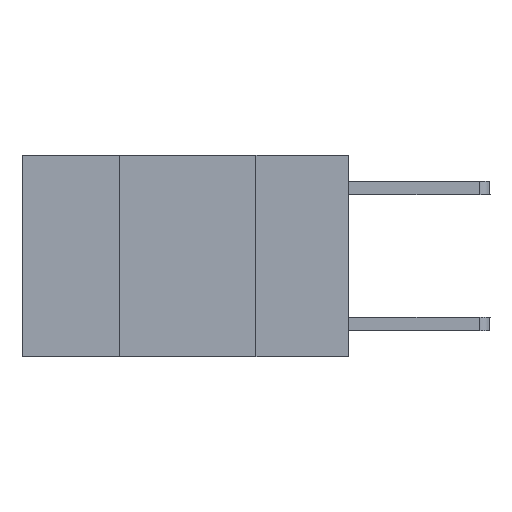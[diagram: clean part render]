
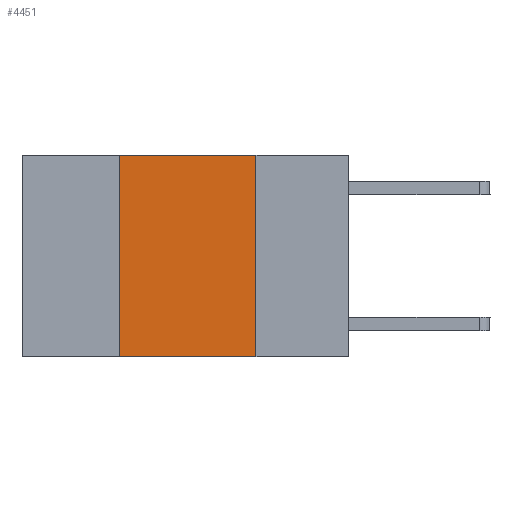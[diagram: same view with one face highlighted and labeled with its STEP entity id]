
A CAD part, left-side view. The second image highlights one B-rep face of the part: STEP entity #4451.
In plain terms, the highlighted planar face has unit normal (-1, 0, 0).
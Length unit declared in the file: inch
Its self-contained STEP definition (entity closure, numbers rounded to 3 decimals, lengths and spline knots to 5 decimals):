
#123 = PLANE ( 'NONE',  #1360 ) ;
#282 = DIRECTION ( 'NONE',  ( 0., 0., -1. ) ) ;
#457 = CARTESIAN_POINT ( 'NONE',  ( 0., 0.17, 0. ) ) ;
#495 = ORIENTED_EDGE ( 'NONE', *, *, #4382, .T. ) ;
#611 = EDGE_CURVE ( 'NONE', #4984, #4600, #6371, .T. ) ;
#1360 = AXIS2_PLACEMENT_3D ( 'NONE', #7512, #8109, #282 ) ;
#1487 = DIRECTION ( 'NONE',  ( 0., -1., 0. ) ) ;
#1689 = ORIENTED_EDGE ( 'NONE', *, *, #8204, .F. ) ;
#1851 = DIRECTION ( 'NONE',  ( 0., 0., 1. ) ) ;
#1891 = VERTEX_POINT ( 'NONE', #4333 ) ;
#2093 = VECTOR ( 'NONE', #1851, 39.37008 ) ;
#2099 = ORIENTED_EDGE ( 'NONE', *, *, #8840, .F. ) ;
#2112 = ORIENTED_EDGE ( 'NONE', *, *, #611, .F. ) ;
#2866 = DIRECTION ( 'NONE',  ( 0., 0., -1. ) ) ;
#3038 = CARTESIAN_POINT ( 'NONE',  ( 0., 0.6, 0. ) ) ;
#3306 = FACE_OUTER_BOUND ( 'NONE', #10392, .T. ) ;
#3576 = VECTOR ( 'NONE', #8668, 39.37008 ) ;
#4330 = CARTESIAN_POINT ( 'NONE',  ( 0., 0.42, 0. ) ) ;
#4333 = CARTESIAN_POINT ( 'NONE',  ( 0., 0.42, -0.37 ) ) ;
#4382 = EDGE_CURVE ( 'NONE', #1891, #4600, #7045, .T. ) ;
#4451 = ADVANCED_FACE ( 'NONE', ( #3306 ), #123, .F. ) ;
#4600 = VERTEX_POINT ( 'NONE', #8406 ) ;
#4984 = VERTEX_POINT ( 'NONE', #457 ) ;
#5590 = CARTESIAN_POINT ( 'NONE',  ( 0., 0.17, 0. ) ) ;
#6371 = LINE ( 'NONE', #5590, #7996 ) ;
#6910 = VECTOR ( 'NONE', #1487, 39.37008 ) ;
#7022 = LINE ( 'NONE', #3038, #3576 ) ;
#7045 = LINE ( 'NONE', #8694, #6910 ) ;
#7512 = CARTESIAN_POINT ( 'NONE',  ( 0., 0.6, 0. ) ) ;
#7996 = VECTOR ( 'NONE', #2866, 39.37008 ) ;
#8109 = DIRECTION ( 'NONE',  ( 1., 0., 0. ) ) ;
#8204 = EDGE_CURVE ( 'NONE', #9565, #4984, #7022, .T. ) ;
#8257 = LINE ( 'NONE', #9742, #2093 ) ;
#8406 = CARTESIAN_POINT ( 'NONE',  ( 0., 0.17, -0.37 ) ) ;
#8668 = DIRECTION ( 'NONE',  ( 0., -1., 0. ) ) ;
#8694 = CARTESIAN_POINT ( 'NONE',  ( 0., 0.6, -0.37 ) ) ;
#8840 = EDGE_CURVE ( 'NONE', #1891, #9565, #8257, .T. ) ;
#9565 = VERTEX_POINT ( 'NONE', #4330 ) ;
#9742 = CARTESIAN_POINT ( 'NONE',  ( 0., 0.42, 0. ) ) ;
#10392 = EDGE_LOOP ( 'NONE', ( #2112, #1689, #2099, #495 ) ) ;
